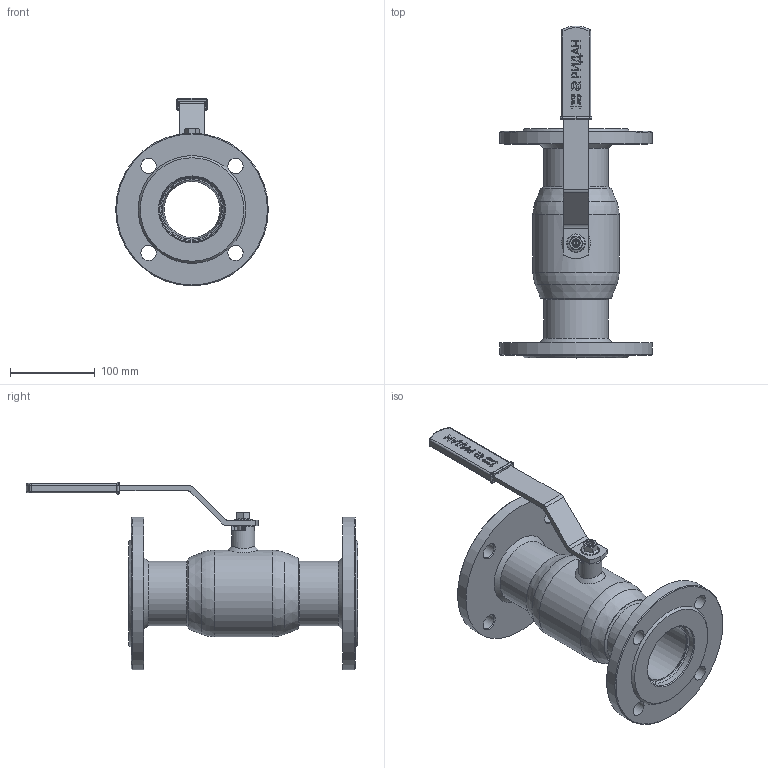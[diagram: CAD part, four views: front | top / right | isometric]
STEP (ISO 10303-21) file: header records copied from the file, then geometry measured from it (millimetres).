
FILE_DESCRIPTION(('TFLEX Exchange Step'),'2;1');
FILE_NAME('065N9626 - Кран шаровой Basic DN65.stp', '2023-08-30T11:46:08+03:00',('RUCO3277'),('Unknown organisation'),'TFLEX Exchange 2022.1','T-FLEX CAD','Unknown authorisation');
FILE_SCHEMA( ('AUTOMOTIVE_DESIGN { 1 0 10303 214 1 1 1 1 }') );
Length unit declared in the file: millimetre
Products named in the file (13): 3D Узел_1; 0; 54XXX038 - Фланец плоский; <Другие гайки>Гайка ГОСТ Р ИСО 4161-2013; 54065422 - Штифт; 24050428R - Грипса; 24065433 - Рукоятка; 24065530 - Рукоятка СБ; 24065432 - Патрубок; 24065427 - Шток; 24065406 - Корпус штока; 24065409 - Корпус (гнутый); 065N9626 - Кран шаровой Basic DN65
Assembly tree (12 placements, depth 3):
  065N9626 - Кран шаровой Basic DN65
    0
      3D Узел_1
    54XXX038 - Фланец плоский
    <Другие гайки>Гайка ГОСТ Р ИСО 4161-2013
    54065422 - Штифт
    24065530 - Рукоятка СБ
      24050428R - Грипса
      24065433 - Рукоятка
    24065432 - Патрубок
    24065427 - Шток
    24065406 - Корпус штока
    24065409 - Корпус (гнутый)
Bounding box: 180 x 391.14 x 221.2 mm (x, y, z)
Volume: 995370.7 mm3; surface area: 348284 mm2
Topology: 18 solids, 18 shells, 521 faces, 1333 edges, 859 vertices
Faces by surface type: plane 290, bspline 79, cylinder 71, torus 38, cone 35, sphere 4, extrusion 4
Full cylindrical faces by diameter (mm): 4.1 x1, 8 x1, 8.376 x1, 13.5 x2, 14 x1, 14.1 x1, 16 x4, 17 x1, 18 x8, 27 x1, 27.4 x1, 66 x2, 69 x2, 70 x2, 72 x2, 76 x2, 77 x2, 95 x1, 102 x1, 180 x2
Entity records: 19295 total; most frequent: CARTESIAN_POINT 6641, ORIENTED_EDGE 2616, DIRECTION 2401, EDGE_CURVE 1308, VERTEX_POINT 858, VECTOR 821, LINE 817, AXIS2_PLACEMENT_3D 790
